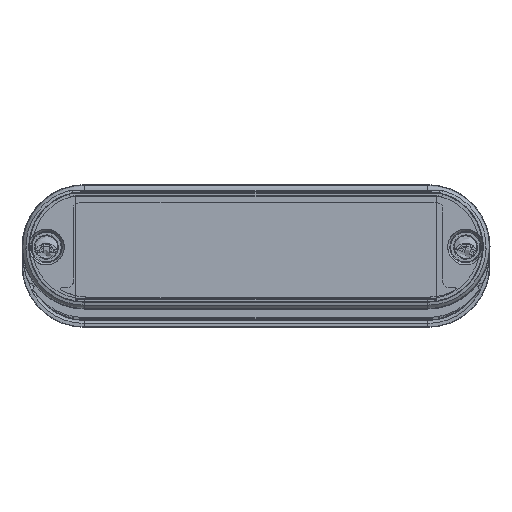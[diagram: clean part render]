
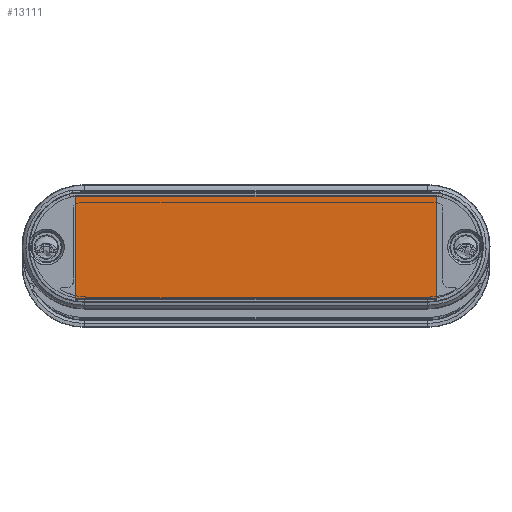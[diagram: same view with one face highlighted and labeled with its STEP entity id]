
A CAD part, top view. The second image highlights one B-rep face of the part: STEP entity #13111.
In plain terms, the highlighted planar face has unit normal (0, 0, 1).
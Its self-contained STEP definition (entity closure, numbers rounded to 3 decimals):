
#9404 = PLANE('',#9405);
#9405 = AXIS2_PLACEMENT_3D('',#9406,#9407,#9408);
#9406 = CARTESIAN_POINT('',(-27.765,7.965,3.));
#9407 = DIRECTION('',(-1.,0.,-0.017));
#9408 = DIRECTION('',(0.,1.,0.));
#9432 = PLANE('',#9433);
#9433 = AXIS2_PLACEMENT_3D('',#9434,#9435,#9436);
#9434 = CARTESIAN_POINT('',(27.765,7.965,3.));
#9435 = DIRECTION('',(0.,1.,-0.017));
#9436 = DIRECTION('',(1.,0.,0.));
#9460 = PLANE('',#9461);
#9461 = AXIS2_PLACEMENT_3D('',#9462,#9463,#9464);
#9462 = CARTESIAN_POINT('',(27.765,-8.035,3.));
#9463 = DIRECTION('',(1.,0.,-0.017));
#9464 = DIRECTION('',(0.,-1.,0.));
#9486 = PLANE('',#9487);
#9487 = AXIS2_PLACEMENT_3D('',#9488,#9489,#9490);
#9488 = CARTESIAN_POINT('',(-27.765,-8.035,3.));
#9489 = DIRECTION('',(0.,-1.,-0.017));
#9490 = DIRECTION('',(-1.,0.,0.));
#12914 = EDGE_CURVE('',#12915,#12917,#12919,.T.);
#12915 = VERTEX_POINT('',#12916);
#12916 = CARTESIAN_POINT('',(-27.756,7.956,2.5));
#12917 = VERTEX_POINT('',#12918);
#12918 = CARTESIAN_POINT('',(-27.756,-8.027,2.5));
#12919 = SURFACE_CURVE('',#12920,(#12924,#12931),.PCURVE_S1.);
#12920 = LINE('',#12921,#12922);
#12921 = CARTESIAN_POINT('',(-27.756,7.956,2.5));
#12922 = VECTOR('',#12923,1.);
#12923 = DIRECTION('',(0.,-1.,0.));
#12924 = PCURVE('',#9404,#12925);
#12925 = DEFINITIONAL_REPRESENTATION('',(#12926),#12930);
#12926 = LINE('',#12927,#12928);
#12927 = CARTESIAN_POINT('',(-0.009,0.5));
#12928 = VECTOR('',#12929,1.);
#12929 = DIRECTION('',(-1.,0.));
#12930 = ( GEOMETRIC_REPRESENTATION_CONTEXT(2) 
PARAMETRIC_REPRESENTATION_CONTEXT() REPRESENTATION_CONTEXT('2D SPACE',''
  ) );
#12931 = PCURVE('',#12932,#12937);
#12932 = PLANE('',#12933);
#12933 = AXIS2_PLACEMENT_3D('',#12934,#12935,#12936);
#12934 = CARTESIAN_POINT('',(0.,-0.035,2.5));
#12935 = DIRECTION('',(0.,0.,1.));
#12936 = DIRECTION('',(1.,0.,-0.));
#12937 = DEFINITIONAL_REPRESENTATION('',(#12938),#12942);
#12938 = LINE('',#12939,#12940);
#12939 = CARTESIAN_POINT('',(-27.756,7.991));
#12940 = VECTOR('',#12941,1.);
#12941 = DIRECTION('',(0.,-1.));
#12942 = ( GEOMETRIC_REPRESENTATION_CONTEXT(2) 
PARAMETRIC_REPRESENTATION_CONTEXT() REPRESENTATION_CONTEXT('2D SPACE',''
  ) );
#12990 = EDGE_CURVE('',#12917,#12991,#12993,.T.);
#12991 = VERTEX_POINT('',#12992);
#12992 = CARTESIAN_POINT('',(27.756,-8.027,2.5));
#12993 = SURFACE_CURVE('',#12994,(#12998,#13005),.PCURVE_S1.);
#12994 = LINE('',#12995,#12996);
#12995 = CARTESIAN_POINT('',(-27.756,-8.027,2.5));
#12996 = VECTOR('',#12997,1.);
#12997 = DIRECTION('',(1.,0.,0.));
#12998 = PCURVE('',#9486,#12999);
#12999 = DEFINITIONAL_REPRESENTATION('',(#13000),#13004);
#13000 = LINE('',#13001,#13002);
#13001 = CARTESIAN_POINT('',(-0.009,0.5));
#13002 = VECTOR('',#13003,1.);
#13003 = DIRECTION('',(-1.,0.));
#13004 = ( GEOMETRIC_REPRESENTATION_CONTEXT(2) 
PARAMETRIC_REPRESENTATION_CONTEXT() REPRESENTATION_CONTEXT('2D SPACE',''
  ) );
#13005 = PCURVE('',#12932,#13006);
#13006 = DEFINITIONAL_REPRESENTATION('',(#13007),#13011);
#13007 = LINE('',#13008,#13009);
#13008 = CARTESIAN_POINT('',(-27.756,-7.991));
#13009 = VECTOR('',#13010,1.);
#13010 = DIRECTION('',(1.,0.));
#13011 = ( GEOMETRIC_REPRESENTATION_CONTEXT(2) 
PARAMETRIC_REPRESENTATION_CONTEXT() REPRESENTATION_CONTEXT('2D SPACE',''
  ) );
#13039 = EDGE_CURVE('',#12991,#13040,#13042,.T.);
#13040 = VERTEX_POINT('',#13041);
#13041 = CARTESIAN_POINT('',(27.756,7.956,2.5));
#13042 = SURFACE_CURVE('',#13043,(#13047,#13054),.PCURVE_S1.);
#13043 = LINE('',#13044,#13045);
#13044 = CARTESIAN_POINT('',(27.756,-8.027,2.5));
#13045 = VECTOR('',#13046,1.);
#13046 = DIRECTION('',(0.,1.,0.));
#13047 = PCURVE('',#9460,#13048);
#13048 = DEFINITIONAL_REPRESENTATION('',(#13049),#13053);
#13049 = LINE('',#13050,#13051);
#13050 = CARTESIAN_POINT('',(-0.009,0.5));
#13051 = VECTOR('',#13052,1.);
#13052 = DIRECTION('',(-1.,-0.));
#13053 = ( GEOMETRIC_REPRESENTATION_CONTEXT(2) 
PARAMETRIC_REPRESENTATION_CONTEXT() REPRESENTATION_CONTEXT('2D SPACE',''
  ) );
#13054 = PCURVE('',#12932,#13055);
#13055 = DEFINITIONAL_REPRESENTATION('',(#13056),#13060);
#13056 = LINE('',#13057,#13058);
#13057 = CARTESIAN_POINT('',(27.756,-7.991));
#13058 = VECTOR('',#13059,1.);
#13059 = DIRECTION('',(0.,1.));
#13060 = ( GEOMETRIC_REPRESENTATION_CONTEXT(2) 
PARAMETRIC_REPRESENTATION_CONTEXT() REPRESENTATION_CONTEXT('2D SPACE',''
  ) );
#13088 = EDGE_CURVE('',#13040,#12915,#13089,.T.);
#13089 = SURFACE_CURVE('',#13090,(#13094,#13101),.PCURVE_S1.);
#13090 = LINE('',#13091,#13092);
#13091 = CARTESIAN_POINT('',(27.756,7.956,2.5));
#13092 = VECTOR('',#13093,1.);
#13093 = DIRECTION('',(-1.,0.,0.));
#13094 = PCURVE('',#9432,#13095);
#13095 = DEFINITIONAL_REPRESENTATION('',(#13096),#13100);
#13096 = LINE('',#13097,#13098);
#13097 = CARTESIAN_POINT('',(-0.009,0.5));
#13098 = VECTOR('',#13099,1.);
#13099 = DIRECTION('',(-1.,-0.));
#13100 = ( GEOMETRIC_REPRESENTATION_CONTEXT(2) 
PARAMETRIC_REPRESENTATION_CONTEXT() REPRESENTATION_CONTEXT('2D SPACE',''
  ) );
#13101 = PCURVE('',#12932,#13102);
#13102 = DEFINITIONAL_REPRESENTATION('',(#13103),#13107);
#13103 = LINE('',#13104,#13105);
#13104 = CARTESIAN_POINT('',(27.756,7.991));
#13105 = VECTOR('',#13106,1.);
#13106 = DIRECTION('',(-1.,0.));
#13107 = ( GEOMETRIC_REPRESENTATION_CONTEXT(2) 
PARAMETRIC_REPRESENTATION_CONTEXT() REPRESENTATION_CONTEXT('2D SPACE',''
  ) );
#13111 = ADVANCED_FACE('',(#13112),#12932,.T.);
#13112 = FACE_BOUND('',#13113,.T.);
#13113 = EDGE_LOOP('',(#13114,#13115,#13116,#13117));
#13114 = ORIENTED_EDGE('',*,*,#12914,.T.);
#13115 = ORIENTED_EDGE('',*,*,#12990,.T.);
#13116 = ORIENTED_EDGE('',*,*,#13039,.T.);
#13117 = ORIENTED_EDGE('',*,*,#13088,.T.);
